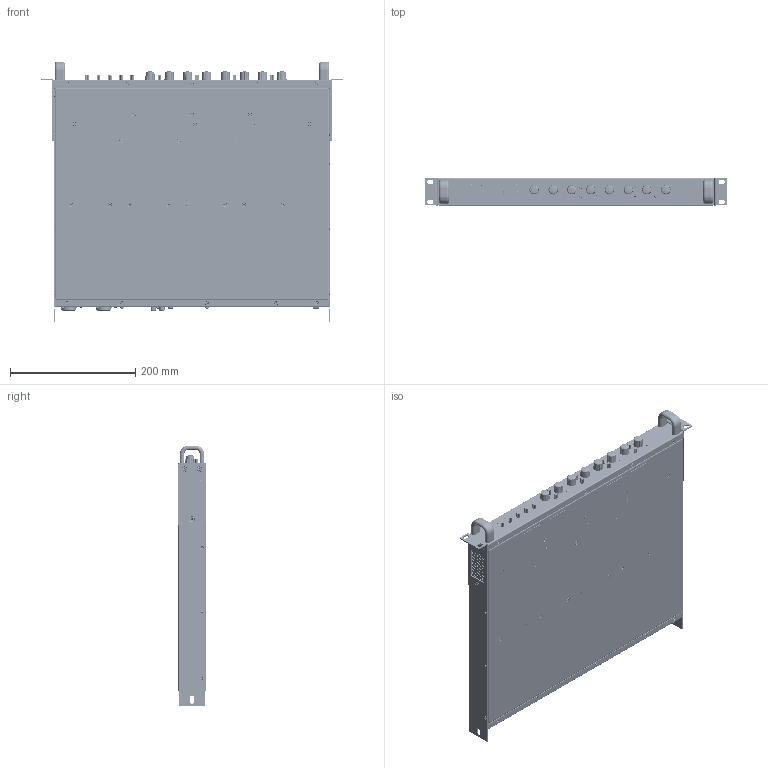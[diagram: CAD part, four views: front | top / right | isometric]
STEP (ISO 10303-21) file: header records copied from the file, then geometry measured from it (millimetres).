
FILE_DESCRIPTION (( 'STEP AP214' ), '1' );
FILE_NAME ('MZ-280Q - Full Assembly.STEP', '2023-03-31T08:26:39', ( '' ), ( '' ), 'SwSTEP 2.0', 'SolidWorks 2022', '' );
FILE_SCHEMA (( 'AUTOMOTIVE_DESIGN' ));
Length unit declared in the file: millimetre
Products named in the file (1): MZ-280Q - Full Assembly
Bounding box: 482.6 x 43.7 x 416.49 mm (x, y, z)
Volume: 6790812.2 mm3; surface area: 818426.8 mm2
Topology: 4 solids, 60 shells, 8562 faces, 22250 edges, 13919 vertices
Faces by surface type: plane 4223, bspline 1934, cylinder 1107, cone 718, torus 498, sphere 82
Entity records: 438188 total; most frequent: CARTESIAN_POINT 217669, ORIENTED_EDGE 43988, DIRECTION 33216, EDGE_CURVE 21994, VERTEX_POINT 13917, AXIS2_PLACEMENT_3D 11955, VECTOR 9306, LINE 9306
